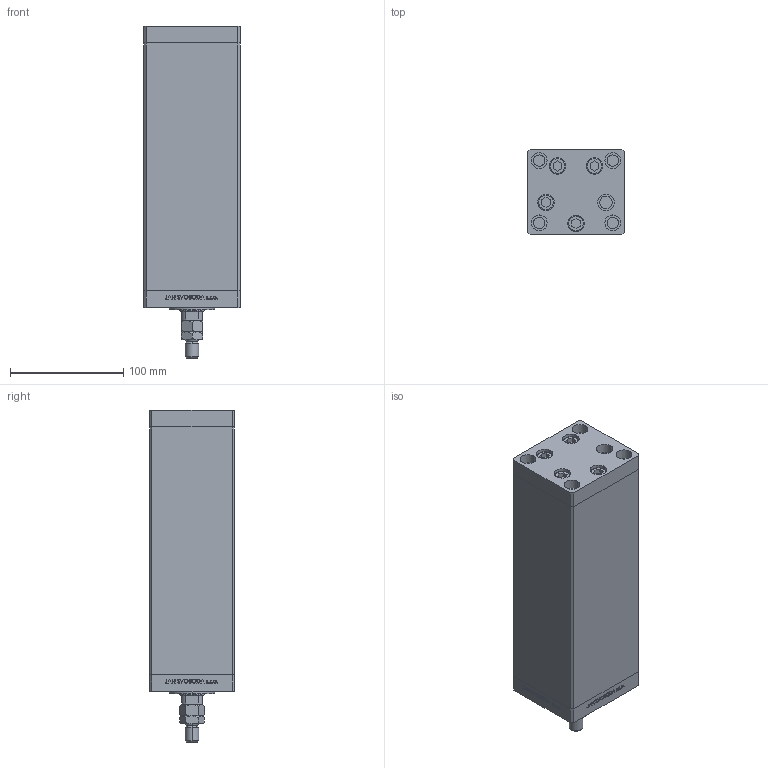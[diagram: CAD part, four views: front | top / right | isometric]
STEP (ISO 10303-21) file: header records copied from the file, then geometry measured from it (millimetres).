
FILE_DESCRIPTION (( 'STEP AP203' ), '1' );
FILE_NAME ('7d43.STEP', '2024-01-08T11:41:02', ( '' ), ( '' ), 'SwSTEP 2.0', 'SolidWorks 2019', '' );
FILE_SCHEMA (( 'CONFIG_CONTROL_DESIGN' ));
Length unit declared in the file: millimetre
Products named in the file (7): V220C FRONT b567d9eb0a9fd38371fd46587b195976; 7d43; V220C_C MIDDLE b567d9eb0a9fd38371fd46587b195976; V220C BACK_C b567d9eb0a9fd38371fd46587b195976; MTA b567d9eb0a9fd38371fd46587b195976; ALLEN BOLT b567d9eb0a9fd38371fd46587b195976; V220C_VC_C b567d9eb0a9fd38371fd46587b195976
Assembly tree (14 placements, depth 2):
  7d43
    ALLEN BOLT b567d9eb0a9fd38371fd46587b195976  x9
    V220C_C MIDDLE b567d9eb0a9fd38371fd46587b195976
    V220C FRONT b567d9eb0a9fd38371fd46587b195976
    V220C_VC_C b567d9eb0a9fd38371fd46587b195976
    V220C BACK_C b567d9eb0a9fd38371fd46587b195976
    MTA b567d9eb0a9fd38371fd46587b195976
Bounding box: 85 x 75 x 293 mm (x, y, z)
Volume: 1320893.2 mm3; surface area: 221881.6 mm2
Topology: 14 solids, 14 shells, 1212 faces, 2975 edges, 1941 vertices
Faces by surface type: plane 557, bspline 380, cylinder 163, cone 70, torus 42
Entity records: 50540 total; most frequent: CARTESIAN_POINT 27043, ORIENTED_EDGE 5210, DIRECTION 3445, EDGE_CURVE 2605, VERTEX_POINT 1717, VECTOR 1479, LINE 1479, EDGE_LOOP 1212
